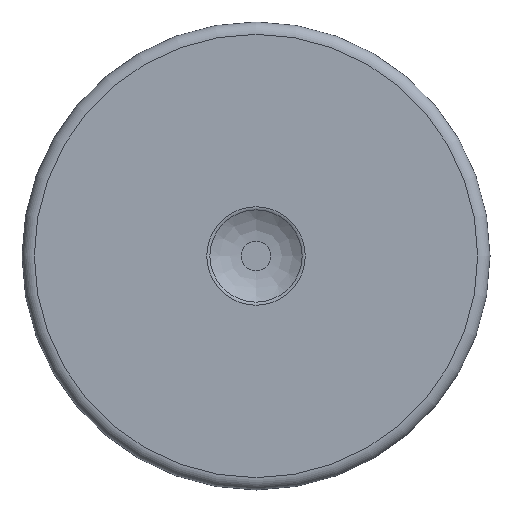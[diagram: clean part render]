
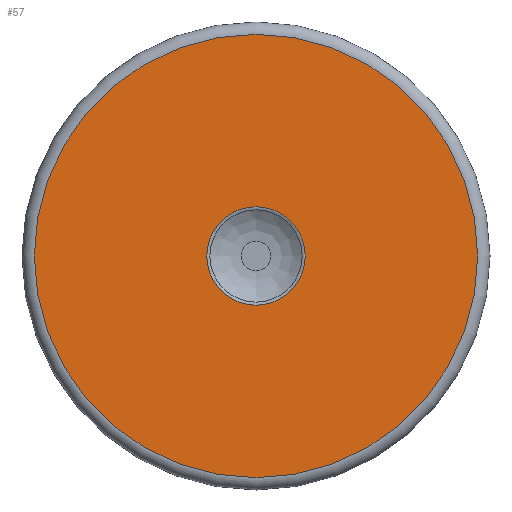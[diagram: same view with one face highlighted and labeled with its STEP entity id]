
A CAD part, left-side view. The second image highlights one B-rep face of the part: STEP entity #57.
In plain terms, the highlighted planar face has unit normal (-1, 0, 0).
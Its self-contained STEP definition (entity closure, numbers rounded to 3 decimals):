
#57=ADVANCED_FACE('',(#80,#81),#75,.T.);
#75=PLANE('',#234);
#80=FACE_BOUND('',#112,.T.);
#81=FACE_BOUND('',#113,.T.);
#112=EDGE_LOOP('',(#146));
#113=EDGE_LOOP('',(#147));
#146=ORIENTED_EDGE('',*,*,#197,.T.);
#147=ORIENTED_EDGE('',*,*,#198,.T.);
#180=VERTEX_POINT('',#335);
#181=VERTEX_POINT('',#337);
#197=EDGE_CURVE('',#180,#180,#214,.T.);
#198=EDGE_CURVE('',#181,#181,#215,.T.);
#214=CIRCLE('',#232,1.999);
#215=CIRCLE('',#233,9.);
#232=AXIS2_PLACEMENT_3D('',#334,#267,#268);
#233=AXIS2_PLACEMENT_3D('',#336,#269,#270);
#234=AXIS2_PLACEMENT_3D('',#338,#271,#272);
#267=DIRECTION('',(1.,0.,0.));
#268=DIRECTION('',(0.,0.,1.));
#269=DIRECTION('',(-1.,0.,0.));
#270=DIRECTION('',(0.,0.,1.));
#271=DIRECTION('',(-1.,0.,0.));
#272=DIRECTION('',(0.,0.,1.));
#334=CARTESIAN_POINT('',(0.,0.,0.));
#335=CARTESIAN_POINT('',(0.,0.,1.999));
#336=CARTESIAN_POINT('',(0.,0.,0.));
#337=CARTESIAN_POINT('',(0.,0.,9.));
#338=CARTESIAN_POINT('',(0.,0.,0.));
